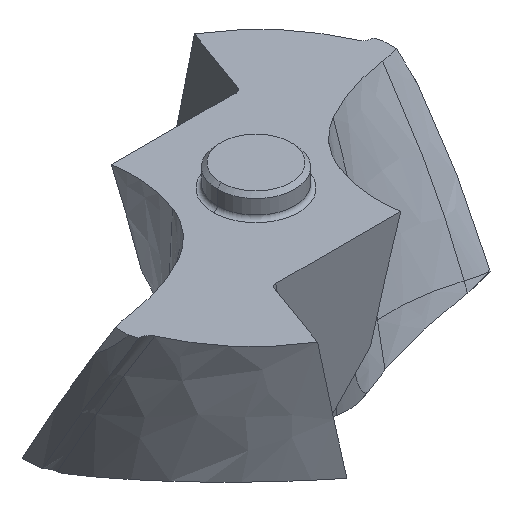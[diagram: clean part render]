
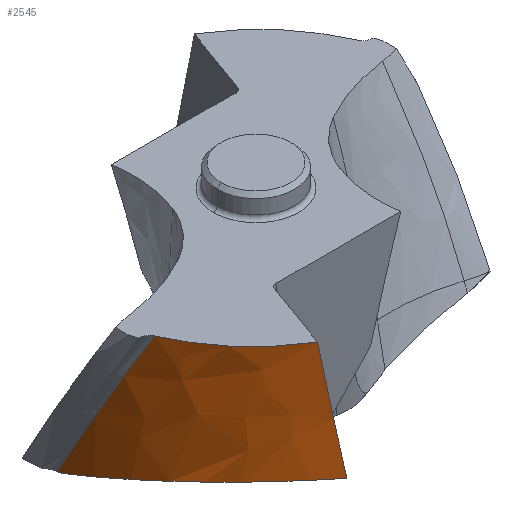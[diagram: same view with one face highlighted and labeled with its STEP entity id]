
A CAD part, isometric view. The second image highlights one B-rep face of the part: STEP entity #2545.
In plain terms, the highlighted free-form (B-spline) face has degree [3, 3] with [7, 5] control points.
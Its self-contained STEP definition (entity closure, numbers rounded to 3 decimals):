
#155=CARTESIAN_POINT('',(-3.95,-6.321,
0.));
#156=CARTESIAN_POINT('',(-4.491,-5.994,
0.));
#157=CARTESIAN_POINT('',(-5.679,-5.049,
0.));
#158=CARTESIAN_POINT('',(-6.532,-3.78,
0.));
#159=CARTESIAN_POINT('',(-6.883,-2.98,
0.));
#390=CARTESIAN_POINT('',(-7.501,0.,
-5.756));
#391=CARTESIAN_POINT('',(-7.501,-0.191,
-5.681));
#392=CARTESIAN_POINT('',(-7.487,-0.574,
-5.538));
#393=CARTESIAN_POINT('',(-7.424,-1.136,
-5.344));
#394=CARTESIAN_POINT('',(-7.307,-1.729,
-5.156));
#395=CARTESIAN_POINT('',(-7.151,-2.288,
-4.997));
#396=CARTESIAN_POINT('',(-6.931,-2.881,
-4.847));
#397=CARTESIAN_POINT('',(-6.657,-3.453,
-4.725));
#398=CARTESIAN_POINT('',(-6.351,-3.975,
-4.635));
#399=CARTESIAN_POINT('',(-6.001,-4.472,
-4.569));
#400=CARTESIAN_POINT('',(-5.622,-4.927,
-4.531));
#401=CARTESIAN_POINT('',(-5.202,-5.356,
-4.518));
#402=CARTESIAN_POINT('',(-4.769,-5.733,
-4.53));
#403=CARTESIAN_POINT('',(-4.286,-6.091,
-4.566));
#404=CARTESIAN_POINT('',(-3.78,-6.409,
-4.628));
#405=CARTESIAN_POINT('',(-3.4,-6.607,
-4.689));
#406=CARTESIAN_POINT('',(-3.201,-6.699,
-4.726));
#761=CARTESIAN_POINT('',(-7.499,0.143,
-5.775));
#781=CARTESIAN_POINT('',(-7.501,0.,
-5.756));
#782=CARTESIAN_POINT('',(-7.501,0.016,
-5.758));
#783=CARTESIAN_POINT('',(-7.501,0.048,
-5.762));
#784=CARTESIAN_POINT('',(-7.5,0.095,
-5.768));
#785=CARTESIAN_POINT('',(-7.5,0.127,
-5.773));
#786=CARTESIAN_POINT('',(-7.499,0.143,
-5.775));
#788=CARTESIAN_POINT('',(-7.499,0.143,
-5.775));
#789=CARTESIAN_POINT('',(-7.518,-0.466,
-4.642));
#790=CARTESIAN_POINT('',(-7.411,-1.525,
-2.717));
#791=CARTESIAN_POINT('',(-7.065,-2.563,
-0.792));
#792=CARTESIAN_POINT('',(-6.883,-2.98,
0.));
#794=CARTESIAN_POINT('',(-3.95,-6.321,
0.));
#795=CARTESIAN_POINT('',(-3.89,-6.342,
-0.363));
#796=CARTESIAN_POINT('',(-3.775,-6.382,
-1.049));
#797=CARTESIAN_POINT('',(-3.628,-6.44,
-1.949));
#798=CARTESIAN_POINT('',(-3.502,-6.499,
-2.734));
#799=CARTESIAN_POINT('',(-3.391,-6.561,
-3.443));
#800=CARTESIAN_POINT('',(-3.292,-6.627,
-4.103));
#801=CARTESIAN_POINT('',(-3.23,-6.675,
-4.522));
#802=CARTESIAN_POINT('',(-3.201,-6.699,
-4.726));
#1013=CARTESIAN_POINT('',(-3.95,-6.321,
0.));
#1014=VERTEX_POINT('',#1013);
#1015=VERTEX_POINT('',#159);
#1044=CARTESIAN_POINT('',(-7.501,0.,
-5.756));
#1045=VERTEX_POINT('',#1044);
#1046=VERTEX_POINT('',#406);
#1067=VERTEX_POINT('',#761);
#2501=CARTESIAN_POINT('',(-3.513,-6.621,
-5.833));
#2502=CARTESIAN_POINT('',(-3.063,-6.766,
-4.681));
#2503=CARTESIAN_POINT('',(-2.153,-7.037,
-2.718));
#2504=CARTESIAN_POINT('',(-0.993,-7.287,
-0.755));
#2505=CARTESIAN_POINT('',(-0.474,-7.38,
0.055));
#2506=CARTESIAN_POINT('',(-3.601,-6.575,
-5.833));
#2507=CARTESIAN_POINT('',(-3.153,-6.728,
-4.681));
#2508=CARTESIAN_POINT('',(-2.245,-7.013,
-2.718));
#2509=CARTESIAN_POINT('',(-1.089,-7.277,
-0.755));
#2510=CARTESIAN_POINT('',(-0.571,-7.375,
0.055));
#2511=CARTESIAN_POINT('',(-4.464,-6.096,
-5.833));
#2512=CARTESIAN_POINT('',(-4.037,-6.33,
-4.681));
#2513=CARTESIAN_POINT('',(-3.165,-6.754,
-2.718));
#2514=CARTESIAN_POINT('',(-2.043,-7.157,
-0.755));
#2515=CARTESIAN_POINT('',(-1.54,-7.312,
0.055));
#2516=CARTESIAN_POINT('',(-5.917,-4.862,
-5.833));
#2517=CARTESIAN_POINT('',(-5.559,-5.242,
-4.681));
#2518=CARTESIAN_POINT('',(-4.806,-5.914,
-2.718));
#2519=CARTESIAN_POINT('',(-3.804,-6.566,
-0.755));
#2520=CARTESIAN_POINT('',(-3.35,-6.824,
0.055));
#2521=CARTESIAN_POINT('',(-7.254,-2.475,
-5.833));
#2522=CARTESIAN_POINT('',(-7.064,-3.016,
-4.681));
#2523=CARTESIAN_POINT('',(-6.596,-3.964,
-2.718));
#2524=CARTESIAN_POINT('',(-5.878,-4.891,
-0.755));
#2525=CARTESIAN_POINT('',(-5.541,-5.262,
0.055));
#2526=CARTESIAN_POINT('',(-7.527,-0.66,
-5.833));
#2527=CARTESIAN_POINT('',(-7.48,-1.264,
-4.681));
#2528=CARTESIAN_POINT('',(-7.256,-2.316,
-2.718));
#2529=CARTESIAN_POINT('',(-6.782,-3.348,
-0.755));
#2530=CARTESIAN_POINT('',(-6.546,-3.763,
0.055));
#2531=CARTESIAN_POINT('',(-7.496,0.255,
-5.833));
#2532=CARTESIAN_POINT('',(-7.525,-0.365,
-4.681));
#2533=CARTESIAN_POINT('',(-7.43,-1.447,
-2.718));
#2534=CARTESIAN_POINT('',(-7.085,-2.509,
-0.755));
#2535=CARTESIAN_POINT('',(-6.902,-2.936,
0.055));
#2536=B_SPLINE_SURFACE_WITH_KNOTS('',3,3,((#2501,#2502,#2503,#2504,#2505),
(#2506,#2507,#2508,#2509,#2510),(#2511,#2512,#2513,#2514,#2515),(#2516,#2517,
#2518,#2519,#2520),(#2521,#2522,#2523,#2524,#2525),(#2526,#2527,#2528,#2529,
#2530),(#2531,#2532,#2533,#2534,#2535)),.UNSPECIFIED.,.F.,.F.,.F.,(4,1,1,1,4),
(4,1,4),(0.222,0.25,0.5,0.75,1.008),(
0.066,4.058,6.864),.UNSPECIFIED.);
#2537=ORIENTED_EDGE('',*,*,#1715,.F.);
#2538=ORIENTED_EDGE('',*,*,#1765,.T.);
#2539=ORIENTED_EDGE('',*,*,#2489,.T.);
#2540=ORIENTED_EDGE('',*,*,#1354,.F.);
#2542=ORIENTED_EDGE('',*,*,#2541,.T.);
#2543=EDGE_LOOP('',(#2537,#2538,#2539,#2540,#2542));
#2544=FACE_OUTER_BOUND('',#2543,.F.);
#160=B_SPLINE_CURVE_WITH_KNOTS('',3,(#155,#156,#157,#158,#159),.UNSPECIFIED.,
.F.,.F.,(4,1,4),(0.,0.42,1.),.UNSPECIFIED.);
#407=B_SPLINE_CURVE_WITH_KNOTS('',3,(#390,#391,#392,#393,#394,#395,#396,#397,
#398,#399,#400,#401,#402,#403,#404,#405,#406),.UNSPECIFIED.,.F.,.F.,(4,1,1,1,1,
1,1,1,1,1,1,1,1,1,4),(0.,0.071,0.143,
0.214,0.286,0.357,0.429,0.5,
0.571,0.643,0.714,0.786,
0.857,0.929,1.),.UNSPECIFIED.);
#787=B_SPLINE_CURVE_WITH_KNOTS('',3,(#781,#782,#783,#784,#785,#786),
.UNSPECIFIED.,.F.,.F.,(4,1,1,4),(0.,0.333,0.667,1.),
.UNSPECIFIED.);
#793=B_SPLINE_CURVE_WITH_KNOTS('',3,(#788,#789,#790,#791,#792),.UNSPECIFIED.,
.F.,.F.,(4,1,4),(0.,0.589,1.),.UNSPECIFIED.);
#803=B_SPLINE_CURVE_WITH_KNOTS('',3,(#794,#795,#796,#797,#798,#799,#800,#801,
#802),.UNSPECIFIED.,.F.,.F.,(4,1,1,1,1,1,4),(0.,0.167,
0.333,0.5,0.667,0.833,1.),
.UNSPECIFIED.);
#1354=EDGE_CURVE('',#1014,#1015,#160,.T.);
#1715=EDGE_CURVE('',#1045,#1046,#407,.T.);
#1765=EDGE_CURVE('',#1045,#1067,#787,.T.);
#2489=EDGE_CURVE('',#1067,#1015,#793,.T.);
#2541=EDGE_CURVE('',#1014,#1046,#803,.T.);
#2545=ADVANCED_FACE('',(#2544),#2536,.F.);
